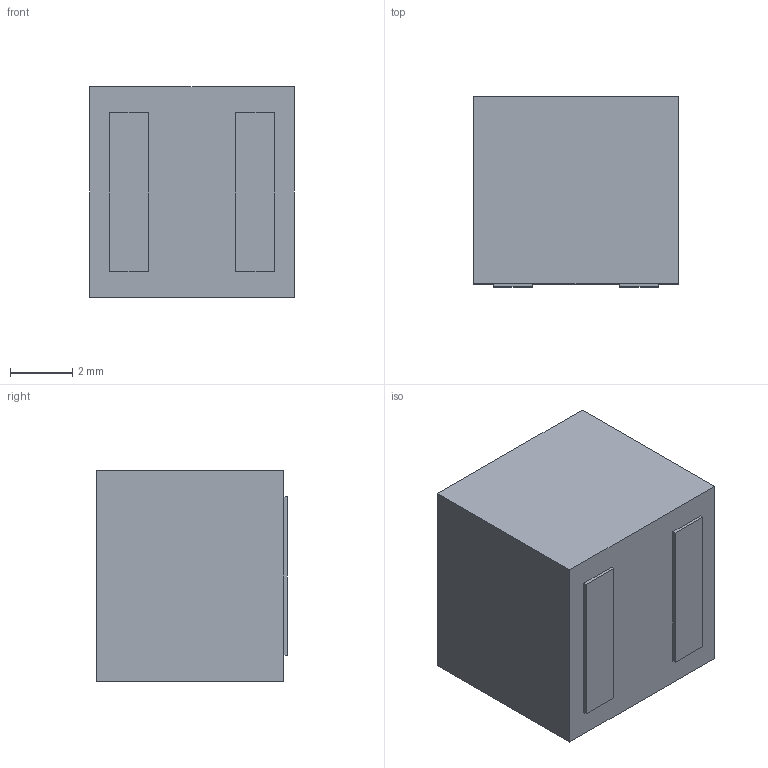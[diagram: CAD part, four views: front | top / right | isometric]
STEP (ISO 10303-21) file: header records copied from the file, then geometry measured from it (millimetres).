
FILE_DESCRIPTION (( 'STEP AP214' ), '1' );
FILE_NAME ('Coilcraft-XAL6060-153.STEP', '2013-04-22T11:55:59', ( 'Windows User' ), ( '' ), 'SwSTEP 2.0', 'SolidWorks 2013', '' );
FILE_SCHEMA (( 'AUTOMOTIVE_DESIGN' ));
Length unit declared in the file: millimetre
Products named in the file (1): Coilcraft-XAL6060-153
Bounding box: 6.56 x 6.1 x 6.76 mm (x, y, z)
Surface area: 251.1 mm2 (no closed solid volume)
Topology: 0 solids, 1 shells, 75 faces, 174 edges, 106 vertices
Faces by surface type: plane 43, bspline 32
Entity records: 4182 total; most frequent: CARTESIAN_POINT 1870, ORIENTED_EDGE 344, DIRECTION 196, EDGE_CURVE 174, VECTOR 108, LINE 108, VERTEX_POINT 106, EDGE_LOOP 82
